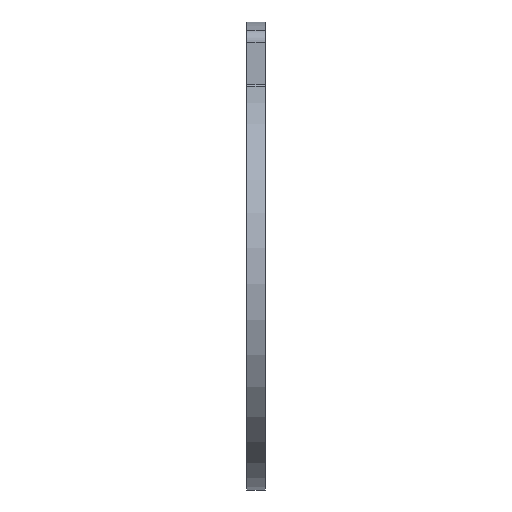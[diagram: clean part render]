
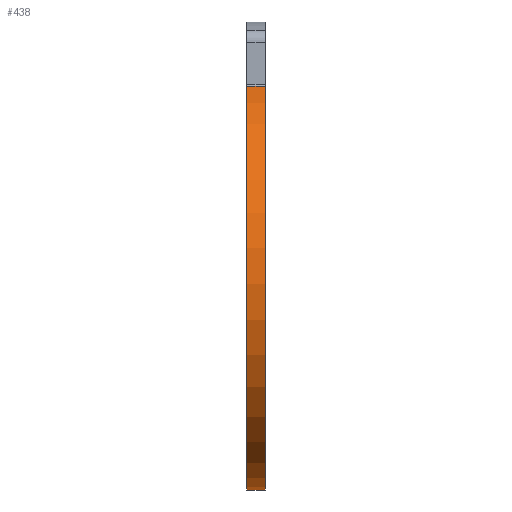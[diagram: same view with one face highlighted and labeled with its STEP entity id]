
A CAD part, left-side view. The second image highlights one B-rep face of the part: STEP entity #438.
In plain terms, the highlighted cylindrical face has radius 16.63 mm (diameter 33.26 mm), a partial arc.
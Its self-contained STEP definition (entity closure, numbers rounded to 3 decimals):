
#30 = ORIENTED_EDGE ( 'NONE', *, *, #447, .F. ) ;
#32 = AXIS2_PLACEMENT_3D ( 'NONE', #361, #219, #53 ) ;
#33 = EDGE_CURVE ( 'NONE', #173, #286, #333, .T. ) ;
#53 = DIRECTION ( 'NONE',  ( 0., 0., -1. ) ) ;
#72 = VECTOR ( 'NONE', #147, 1000. ) ;
#101 = AXIS2_PLACEMENT_3D ( 'NONE', #624, #583, #671 ) ;
#110 = DIRECTION ( 'NONE',  ( 0., 0., 1. ) ) ;
#129 = EDGE_LOOP ( 'NONE', ( #641, #626, #30, #407 ) ) ;
#135 = EDGE_CURVE ( 'NONE', #231, #173, #631, .T. ) ;
#147 = DIRECTION ( 'NONE',  ( 0., -1., 0. ) ) ;
#158 = DIRECTION ( 'NONE',  ( 0., 1., 0. ) ) ;
#173 = VERTEX_POINT ( 'NONE', #685 ) ;
#212 = AXIS2_PLACEMENT_3D ( 'NONE', #214, #158, #110 ) ;
#214 = CARTESIAN_POINT ( 'NONE',  ( 0., 0.75, -0.37 ) ) ;
#219 = DIRECTION ( 'NONE',  ( 0., -1., 0. ) ) ;
#231 = VERTEX_POINT ( 'NONE', #591 ) ;
#239 = DIRECTION ( 'NONE',  ( 0., 1., 0. ) ) ;
#252 = LINE ( 'NONE', #627, #344 ) ;
#265 = VERTEX_POINT ( 'NONE', #419 ) ;
#286 = VERTEX_POINT ( 'NONE', #316 ) ;
#316 = CARTESIAN_POINT ( 'NONE',  ( -6.126, -0.75, 15.09 ) ) ;
#320 = FACE_OUTER_BOUND ( 'NONE', #129, .T. ) ;
#333 = CIRCLE ( 'NONE', #101, 16.63 ) ;
#344 = VECTOR ( 'NONE', #239, 1000. ) ;
#361 = CARTESIAN_POINT ( 'NONE',  ( 0., 0.75, -0.37 ) ) ;
#407 = ORIENTED_EDGE ( 'NONE', *, *, #135, .T. ) ;
#419 = CARTESIAN_POINT ( 'NONE',  ( -6.126, 0.75, 15.09 ) ) ;
#438 = ADVANCED_FACE ( 'NONE', ( #320 ), #595, .T. ) ;
#447 = EDGE_CURVE ( 'NONE', #231, #265, #590, .T. ) ;
#583 = DIRECTION ( 'NONE',  ( 0., 1., 0. ) ) ;
#590 = CIRCLE ( 'NONE', #212, 16.63 ) ;
#591 = CARTESIAN_POINT ( 'NONE',  ( 6.126, 0.75, 15.09 ) ) ;
#595 = CYLINDRICAL_SURFACE ( 'NONE', #32, 16.63 ) ;
#624 = CARTESIAN_POINT ( 'NONE',  ( 0., -0.75, -0.37 ) ) ;
#626 = ORIENTED_EDGE ( 'NONE', *, *, #688, .T. ) ;
#627 = CARTESIAN_POINT ( 'NONE',  ( -6.126, 0.75, 15.09 ) ) ;
#631 = LINE ( 'NONE', #679, #72 ) ;
#641 = ORIENTED_EDGE ( 'NONE', *, *, #33, .T. ) ;
#671 = DIRECTION ( 'NONE',  ( 0., 0., 1. ) ) ;
#679 = CARTESIAN_POINT ( 'NONE',  ( 6.126, 0.75, 15.09 ) ) ;
#685 = CARTESIAN_POINT ( 'NONE',  ( 6.126, -0.75, 15.09 ) ) ;
#688 = EDGE_CURVE ( 'NONE', #286, #265, #252, .T. ) ;
